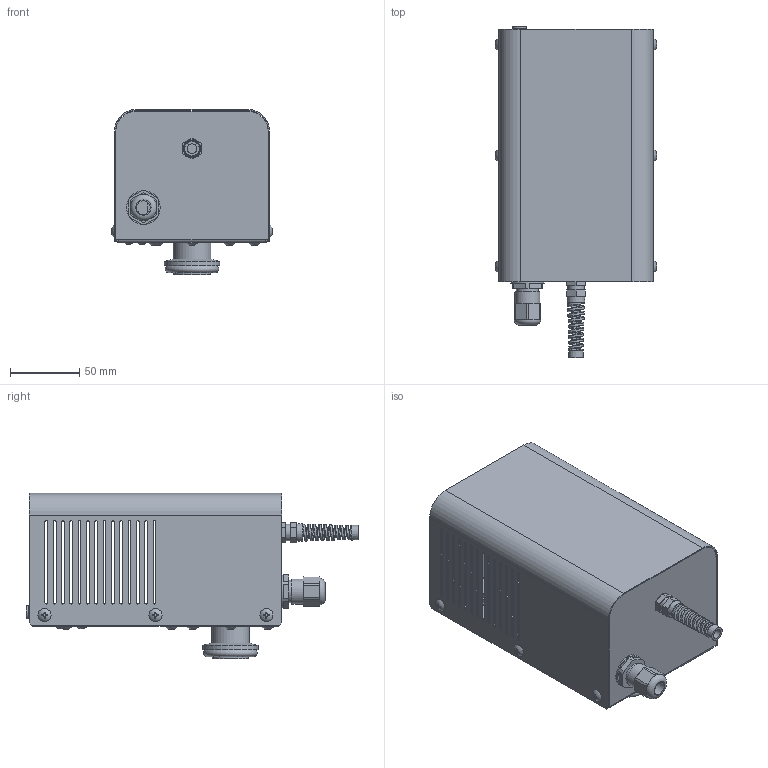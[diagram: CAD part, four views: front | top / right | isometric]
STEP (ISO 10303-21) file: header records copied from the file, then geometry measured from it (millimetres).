
FILE_DESCRIPTION((''),'2;1');
FILE_NAME('B-Unit_TypeBS.stp','2015-06-16T16:40:47',('uj23342'),(''),'Autodesk Inventor 2010','Autodesk Inventor 2010','');
FILE_SCHEMA(('CONFIG_CONTROL_DESIGN'));
Length unit declared in the file: millimetre
Products named in the file (1): B-Unit_TypeBS
Bounding box: 116.51 x 239.35 x 119.2 mm (x, y, z)
Volume: 145919 mm3; surface area: 223476.2 mm2
Topology: 36 solids, 36 shells, 577 faces, 1575 edges, 1128 vertices
Faces by surface type: plane 294, cylinder 218, sphere 32, cone 19, torus 10, bspline 4
Full cylindrical faces by diameter (mm): 1.5 x19, 3 x2, 3.242 x18, 3.4 x2, 4 x14, 5 x10, 5.5 x6, 6 x1, 6.85 x1, 6.9 x2, 7 x10, 7.8 x1, 9.4 x14, 9.7 x1, 9.88 x2, 10 x3, 10.376 x1, 10.5 x4, 12 x3, 12.4 x1, 14 x1, 15.4 x1, 16 x4, 16.2 x1, 18 x1, 18.7 x1, 20 x2, 21 x1, 22 x2, 23.688 x1
Entity records: 21106 total; most frequent: CARTESIAN_POINT 6487, DIRECTION 3034, ORIENTED_EDGE 2680, EDGE_CURVE 1340, AXIS2_PLACEMENT_3D 1238, VERTEX_POINT 1057, EDGE_LOOP 963, CIRCLE 672
